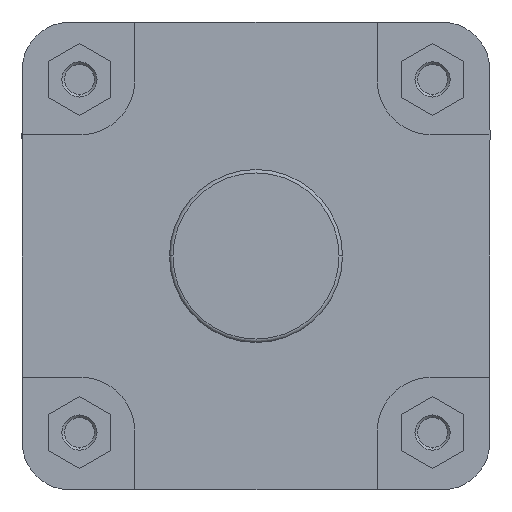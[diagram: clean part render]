
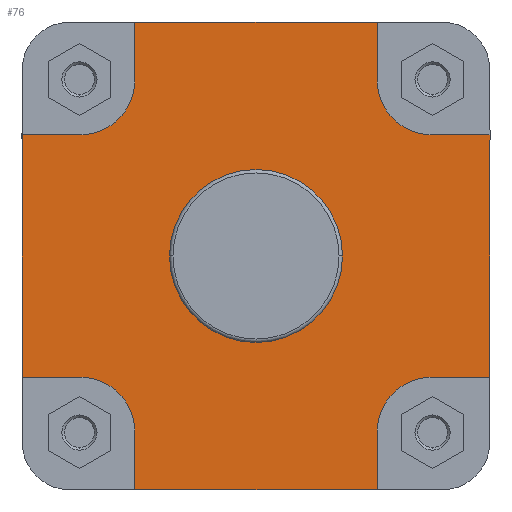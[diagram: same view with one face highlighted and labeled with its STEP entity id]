
A CAD part, left-side view. The second image highlights one B-rep face of the part: STEP entity #76.
In plain terms, the highlighted planar face has unit normal (-1, 0, 0).
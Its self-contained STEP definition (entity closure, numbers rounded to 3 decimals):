
#76 = ADVANCED_FACE ( 'NONE', ( #6221, #6224 ), #888, .F. ) ;
#291 = VERTEX_POINT ( 'NONE', #1587 ) ;
#296 = VERTEX_POINT ( 'NONE', #1592 ) ;
#298 = VERTEX_POINT ( 'NONE', #1594 ) ;
#299 = VERTEX_POINT ( 'NONE', #1595 ) ;
#305 = VERTEX_POINT ( 'NONE', #1601 ) ;
#322 = VERTEX_POINT ( 'NONE', #1618 ) ;
#323 = VERTEX_POINT ( 'NONE', #1619 ) ;
#326 = VERTEX_POINT ( 'NONE', #1622 ) ;
#327 = VERTEX_POINT ( 'NONE', #1623 ) ;
#328 = VERTEX_POINT ( 'NONE', #1624 ) ;
#334 = VERTEX_POINT ( 'NONE', #1630 ) ;
#349 = VERTEX_POINT ( 'NONE', #3177 ) ;
#370 = VERTEX_POINT ( 'NONE', #3198 ) ;
#372 = VERTEX_POINT ( 'NONE', #3200 ) ;
#373 = VERTEX_POINT ( 'NONE', #3201 ) ;
#374 = VERTEX_POINT ( 'NONE', #3202 ) ;
#393 = VERTEX_POINT ( 'NONE', #3221 ) ;
#394 = VERTEX_POINT ( 'NONE', #3222 ) ;
#887 = CARTESIAN_POINT ( 'NONE',  ( 14., 49.9, 0. ) ) ;
#888 = PLANE ( 'NONE',  #1761 ) ;
#889 = DIRECTION ( 'NONE',  ( 1., 0., 0. ) ) ;
#890 = DIRECTION ( 'NONE',  ( 0., 1., 0. ) ) ;
#1587 = CARTESIAN_POINT ( 'NONE',  ( 14., -135., -70. ) ) ;
#1592 = CARTESIAN_POINT ( 'NONE',  ( 14., -70., 135. ) ) ;
#1594 = CARTESIAN_POINT ( 'NONE',  ( 14., -70., 101. ) ) ;
#1595 = CARTESIAN_POINT ( 'NONE',  ( 14., 135., 70. ) ) ;
#1601 = CARTESIAN_POINT ( 'NONE',  ( 14., -49.9, 0. ) ) ;
#1618 = CARTESIAN_POINT ( 'NONE',  ( 14., 101., -70. ) ) ;
#1619 = CARTESIAN_POINT ( 'NONE',  ( 14., 70., -101. ) ) ;
#1622 = CARTESIAN_POINT ( 'NONE',  ( 14., 101., 70. ) ) ;
#1623 = CARTESIAN_POINT ( 'NONE',  ( 14., 70., 101. ) ) ;
#1624 = CARTESIAN_POINT ( 'NONE',  ( 14., 135., -70. ) ) ;
#1630 = CARTESIAN_POINT ( 'NONE',  ( 14., 70., -135. ) ) ;
#1642 = EDGE_CURVE ( 'NONE', #305, #393, #2236, .T. ) ;
#1761 = AXIS2_PLACEMENT_3D ( 'NONE', #887, #889, #890 ) ;
#1945 = AXIS2_PLACEMENT_3D ( 'NONE', #3440, #3441, #3442 ) ;
#2024 = AXIS2_PLACEMENT_3D ( 'NONE', #3939, #3934, #3943 ) ;
#2043 = AXIS2_PLACEMENT_3D ( 'NONE', #4074, #4075, #4076 ) ;
#2049 = AXIS2_PLACEMENT_3D ( 'NONE', #4133, #4134, #4135 ) ;
#2051 = AXIS2_PLACEMENT_3D ( 'NONE', #4106, #4108, #4109 ) ;
#2070 = AXIS2_PLACEMENT_3D ( 'NONE', #4239, #4247, #4248 ) ;
#2236 = CIRCLE ( 'NONE', #1945, 49.9 ) ;
#2559 = CIRCLE ( 'NONE', #2024, 31. ) ;
#2616 = LINE ( 'NONE', #4020, #2617 ) ;
#2617 = VECTOR ( 'NONE', #4021, 1000. ) ;
#2623 = VECTOR ( 'NONE', #4047, 1000. ) ;
#2634 = LINE ( 'NONE', #4046, #2639 ) ;
#2635 = LINE ( 'NONE', #4040, #2623 ) ;
#2639 = VECTOR ( 'NONE', #4051, 1000. ) ;
#2654 = LINE ( 'NONE', #4079, #2662 ) ;
#2657 = CIRCLE ( 'NONE', #2043, 31. ) ;
#2660 = LINE ( 'NONE', #4081, #2661 ) ;
#2661 = VECTOR ( 'NONE', #4082, 1000. ) ;
#2662 = VECTOR ( 'NONE', #4084, 1000. ) ;
#2667 = LINE ( 'NONE', #4089, #2668 ) ;
#2668 = VECTOR ( 'NONE', #4090, 1000. ) ;
#2671 = LINE ( 'NONE', #4093, #2672 ) ;
#2672 = VECTOR ( 'NONE', #4094, 1000. ) ;
#2681 = LINE ( 'NONE', #4113, #2682 ) ;
#2682 = VECTOR ( 'NONE', #4114, 1000. ) ;
#2683 = CIRCLE ( 'NONE', #2051, 31. ) ;
#2693 = VECTOR ( 'NONE', #4148, 1000. ) ;
#2703 = CIRCLE ( 'NONE', #2049, 31. ) ;
#2706 = LINE ( 'NONE', #4147, #2693 ) ;
#2719 = LINE ( 'NONE', #4178, #2733 ) ;
#2733 = VECTOR ( 'NONE', #4180, 1000. ) ;
#2773 = LINE ( 'NONE', #4245, #2778 ) ;
#2778 = VECTOR ( 'NONE', #4246, 1000. ) ;
#2787 = CIRCLE ( 'NONE', #2070, 49.9 ) ;
#3119 = LINE ( 'NONE', #4709, #3120 ) ;
#3120 = VECTOR ( 'NONE', #4710, 1000. ) ;
#3177 = CARTESIAN_POINT ( 'NONE',  ( 14., 70., 135. ) ) ;
#3198 = CARTESIAN_POINT ( 'NONE',  ( 14., -101., 70. ) ) ;
#3200 = CARTESIAN_POINT ( 'NONE',  ( 14., -70., -101. ) ) ;
#3201 = CARTESIAN_POINT ( 'NONE',  ( 14., -101., -70. ) ) ;
#3202 = CARTESIAN_POINT ( 'NONE',  ( 14., -135., 70. ) ) ;
#3221 = CARTESIAN_POINT ( 'NONE',  ( 14., 49.9, 0. ) ) ;
#3222 = CARTESIAN_POINT ( 'NONE',  ( 14., -70., -135. ) ) ;
#3440 = CARTESIAN_POINT ( 'NONE',  ( 14., 0., 0. ) ) ;
#3441 = DIRECTION ( 'NONE',  ( -1., 0., 0. ) ) ;
#3442 = DIRECTION ( 'NONE',  ( 0., -1., 0. ) ) ;
#3934 = DIRECTION ( 'NONE',  ( -1., 0., 0. ) ) ;
#3939 = CARTESIAN_POINT ( 'NONE',  ( 14., 101., -101. ) ) ;
#3943 = DIRECTION ( 'NONE',  ( 0., 1., 0. ) ) ;
#4020 = CARTESIAN_POINT ( 'NONE',  ( 14., 101., -70. ) ) ;
#4021 = DIRECTION ( 'NONE',  ( 0., 1., 0. ) ) ;
#4040 = CARTESIAN_POINT ( 'NONE',  ( 14., -70., -101. ) ) ;
#4046 = CARTESIAN_POINT ( 'NONE',  ( 14., -135., -70. ) ) ;
#4047 = DIRECTION ( 'NONE',  ( 0., 0., -1. ) ) ;
#4051 = DIRECTION ( 'NONE',  ( 0., 1., 0. ) ) ;
#4074 = CARTESIAN_POINT ( 'NONE',  ( 14., -101., -101. ) ) ;
#4075 = DIRECTION ( 'NONE',  ( -1., 0., 0. ) ) ;
#4076 = DIRECTION ( 'NONE',  ( 0., 0., -1. ) ) ;
#4079 = CARTESIAN_POINT ( 'NONE',  ( 14., -135., 0. ) ) ;
#4081 = CARTESIAN_POINT ( 'NONE',  ( 14., -101., 70. ) ) ;
#4082 = DIRECTION ( 'NONE',  ( 0., -1., 0. ) ) ;
#4084 = DIRECTION ( 'NONE',  ( 0., 0., 1. ) ) ;
#4089 = CARTESIAN_POINT ( 'NONE',  ( 14., -297.141, -135. ) ) ;
#4090 = DIRECTION ( 'NONE',  ( 0., -1., 0. ) ) ;
#4093 = CARTESIAN_POINT ( 'NONE',  ( 14., 70., 101. ) ) ;
#4094 = DIRECTION ( 'NONE',  ( 0., 0., 1. ) ) ;
#4106 = CARTESIAN_POINT ( 'NONE',  ( 14., 101., 101. ) ) ;
#4108 = DIRECTION ( 'NONE',  ( -1., 0., 0. ) ) ;
#4109 = DIRECTION ( 'NONE',  ( 0., 0., 1. ) ) ;
#4113 = CARTESIAN_POINT ( 'NONE',  ( 14., 135., 0. ) ) ;
#4114 = DIRECTION ( 'NONE',  ( 0., 0., 1. ) ) ;
#4133 = CARTESIAN_POINT ( 'NONE',  ( 14., -101., 101. ) ) ;
#4134 = DIRECTION ( 'NONE',  ( -1., 0., 0. ) ) ;
#4135 = DIRECTION ( 'NONE',  ( 0., -1., 0. ) ) ;
#4147 = CARTESIAN_POINT ( 'NONE',  ( 14., -70., 135. ) ) ;
#4148 = DIRECTION ( 'NONE',  ( 0., 0., -1. ) ) ;
#4178 = CARTESIAN_POINT ( 'NONE',  ( 14., -297.141, 135. ) ) ;
#4180 = DIRECTION ( 'NONE',  ( 0., -1., 0. ) ) ;
#4239 = CARTESIAN_POINT ( 'NONE',  ( 14., 0., 0. ) ) ;
#4245 = CARTESIAN_POINT ( 'NONE',  ( 14., 135., 70. ) ) ;
#4246 = DIRECTION ( 'NONE',  ( 0., -1., 0. ) ) ;
#4247 = DIRECTION ( 'NONE',  ( -1., 0., 0. ) ) ;
#4248 = DIRECTION ( 'NONE',  ( 0., -1., 0. ) ) ;
#4709 = CARTESIAN_POINT ( 'NONE',  ( 14., 70., -135. ) ) ;
#4710 = DIRECTION ( 'NONE',  ( 0., 0., 1. ) ) ;
#5037 = EDGE_CURVE ( 'NONE', #323, #322, #2559, .T. ) ;
#5071 = EDGE_CURVE ( 'NONE', #322, #328, #2616, .T. ) ;
#5082 = EDGE_CURVE ( 'NONE', #372, #394, #2635, .T. ) ;
#5084 = EDGE_CURVE ( 'NONE', #291, #373, #2634, .T. ) ;
#5094 = EDGE_CURVE ( 'NONE', #373, #372, #2657, .T. ) ;
#5097 = EDGE_CURVE ( 'NONE', #370, #374, #2660, .T. ) ;
#5098 = EDGE_CURVE ( 'NONE', #291, #374, #2654, .T. ) ;
#5101 = EDGE_CURVE ( 'NONE', #334, #394, #2667, .T. ) ;
#5103 = EDGE_CURVE ( 'NONE', #327, #349, #2671, .T. ) ;
#5109 = EDGE_CURVE ( 'NONE', #326, #327, #2683, .T. ) ;
#5111 = EDGE_CURVE ( 'NONE', #328, #299, #2681, .T. ) ;
#5120 = EDGE_CURVE ( 'NONE', #298, #370, #2703, .T. ) ;
#5126 = EDGE_CURVE ( 'NONE', #296, #298, #2706, .T. ) ;
#5140 = EDGE_CURVE ( 'NONE', #349, #296, #2719, .T. ) ;
#5169 = EDGE_CURVE ( 'NONE', #299, #326, #2773, .T. ) ;
#5170 = EDGE_CURVE ( 'NONE', #393, #305, #2787, .T. ) ;
#5478 = EDGE_LOOP ( 'NONE', ( #6894, #6907 ) ) ;
#5485 = EDGE_LOOP ( 'NONE', ( #6798, #7129, #6905, #6990, #6825, #6823, #6912, #7057, #6853, #6995, #6845, #6839, #6874, #6979, #6963, #7047 ) ) ;
#6221 = FACE_BOUND ( 'NONE', #5478, .T. ) ;
#6224 = FACE_OUTER_BOUND ( 'NONE', #5485, .T. ) ;
#6614 = EDGE_CURVE ( 'NONE', #334, #323, #3119, .T. ) ;
#6798 = ORIENTED_EDGE ( 'NONE', *, *, #5037, .F. ) ;
#6823 = ORIENTED_EDGE ( 'NONE', *, *, #5084, .F. ) ;
#6825 = ORIENTED_EDGE ( 'NONE', *, *, #5094, .F. ) ;
#6839 = ORIENTED_EDGE ( 'NONE', *, *, #5103, .F. ) ;
#6845 = ORIENTED_EDGE ( 'NONE', *, *, #5140, .F. ) ;
#6853 = ORIENTED_EDGE ( 'NONE', *, *, #5120, .F. ) ;
#6874 = ORIENTED_EDGE ( 'NONE', *, *, #5109, .F. ) ;
#6894 = ORIENTED_EDGE ( 'NONE', *, *, #1642, .F. ) ;
#6905 = ORIENTED_EDGE ( 'NONE', *, *, #5101, .T. ) ;
#6907 = ORIENTED_EDGE ( 'NONE', *, *, #5170, .F. ) ;
#6912 = ORIENTED_EDGE ( 'NONE', *, *, #5098, .T. ) ;
#6963 = ORIENTED_EDGE ( 'NONE', *, *, #5111, .F. ) ;
#6979 = ORIENTED_EDGE ( 'NONE', *, *, #5169, .F. ) ;
#6990 = ORIENTED_EDGE ( 'NONE', *, *, #5082, .F. ) ;
#6995 = ORIENTED_EDGE ( 'NONE', *, *, #5126, .F. ) ;
#7047 = ORIENTED_EDGE ( 'NONE', *, *, #5071, .F. ) ;
#7057 = ORIENTED_EDGE ( 'NONE', *, *, #5097, .F. ) ;
#7129 = ORIENTED_EDGE ( 'NONE', *, *, #6614, .F. ) ;
